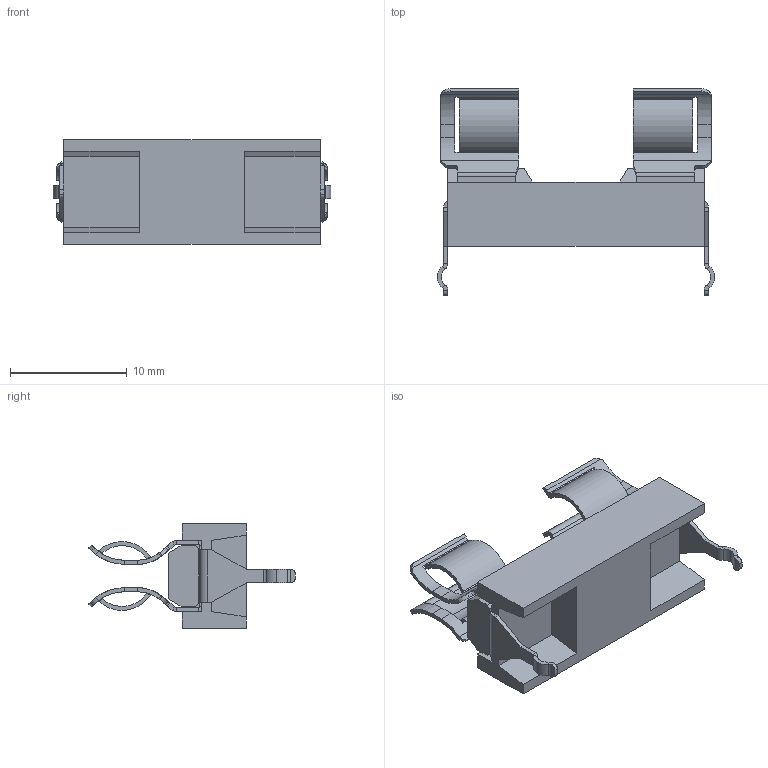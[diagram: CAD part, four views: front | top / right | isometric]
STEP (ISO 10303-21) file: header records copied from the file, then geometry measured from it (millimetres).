
FILE_DESCRIPTION (( 'STEP AP214' ), '1' );
FILE_NAME ('MC000827.STEP', '2021-11-23T18:44:35', ( '' ), ( '' ), 'SwSTEP 2.0', 'SolidWorks 2017', '' );
FILE_SCHEMA (( 'AUTOMOTIVE_DESIGN' ));
Length unit declared in the file: millimetre
Products named in the file (1): MC000827
Bounding box: 23.8 x 17.7 x 9 mm (x, y, z)
Volume: 733.4 mm3; surface area: 1979.7 mm2
Topology: 3 solids, 3 shells, 397 faces, 938 edges, 540 vertices
Faces by surface type: plane 275, cylinder 110, bspline 12
Entity records: 11264 total; most frequent: CARTESIAN_POINT 2144, DIRECTION 1902, ORIENTED_EDGE 1876, EDGE_CURVE 938, VECTOR 666, LINE 666, AXIS2_PLACEMENT_3D 618, VERTEX_POINT 540
